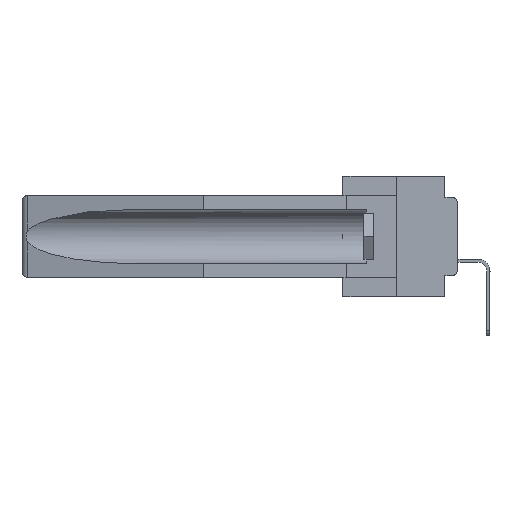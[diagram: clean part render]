
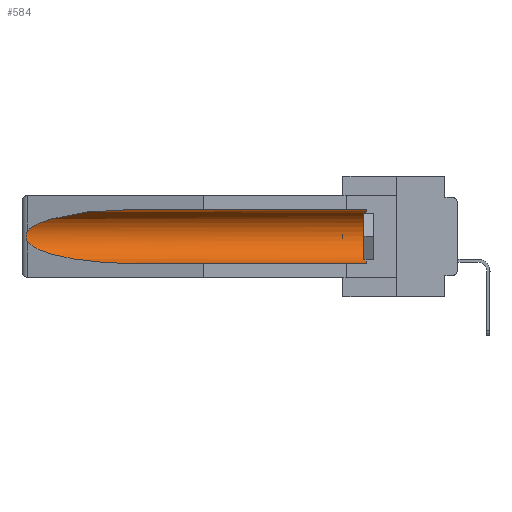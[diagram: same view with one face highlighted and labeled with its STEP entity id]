
A CAD part, left-side view. The second image highlights one B-rep face of the part: STEP entity #584.
In plain terms, the highlighted cylindrical face has radius 2.857 mm (diameter 5.715 mm), a partial arc.
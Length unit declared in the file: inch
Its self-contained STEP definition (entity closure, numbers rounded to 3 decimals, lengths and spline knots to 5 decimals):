
#386 = ORIENTED_EDGE ( 'NONE', *, *, #9489, .F. ) ;
#584 = ADVANCED_FACE ( 'NONE', ( #22069 ), #12626, .F. ) ;
#2580 = VECTOR ( 'NONE', #38566, 39.37008 ) ;
#4694 = VERTEX_POINT ( 'NONE', #38680 ) ;
#5177 = CARTESIAN_POINT ( 'NONE',  ( 0.155, 0.126, -0.059 ) ) ;
#5321 = DIRECTION ( 'NONE',  ( 0., 1., 0. ) ) ;
#6312 = CARTESIAN_POINT ( 'NONE',  ( 0.155, 0.126, -0.1715 ) ) ;
#6770 = EDGE_CURVE ( 'NONE', #24265, #19934, #7668, .T. ) ;
#7668 = CIRCLE ( 'NONE', #28606, 0.1125 ) ;
#7875 = VERTEX_POINT ( 'NONE', #39075 ) ;
#7930 = CARTESIAN_POINT ( 'NONE',  ( 0.2673, 1.5327, -0.16383 ) ) ;
#8100 = CARTESIAN_POINT ( 'NONE',  ( 0.155, -0.30754, -0.284 ) ) ;
#8187 = CARTESIAN_POINT ( 'NONE',  ( 0.26597, 1.52961, -0.15275 ) ) ;
#9489 = EDGE_CURVE ( 'NONE', #24265, #31002, #12046, .T. ) ;
#10978 = CARTESIAN_POINT ( 'NONE',  ( 0.26654, 1.53092, -0.15636 ) ) ;
#12046 = LINE ( 'NONE', #8100, #2580 ) ;
#12280 = ORIENTED_EDGE ( 'NONE', *, *, #38022, .T. ) ;
#12626 = CYLINDRICAL_SURFACE ( 'NONE', #14517, 0.1125 ) ;
#12646 = DIRECTION ( 'NONE',  ( 0., 0., 1. ) ) ;
#13429 = CARTESIAN_POINT ( 'NONE',  ( 0.21114, 1.30732, -0.059 ) ) ;
#13647 = ORIENTED_EDGE ( 'NONE', *, *, #29635, .T. ) ;
#14517 = AXIS2_PLACEMENT_3D ( 'NONE', #35498, #5321, #29519 ) ;
#15841 = CARTESIAN_POINT ( 'NONE',  ( 0.26537, 1.52718, -0.14972 ) ) ;
#16447 = CARTESIAN_POINT ( 'NONE',  ( 0.26537, 1.52718, -0.14972 ) ) ;
#17162 = CARTESIAN_POINT ( 'NONE',  ( 0.26655, 1.53094, -0.18657 ) ) ;
#17293 = CARTESIAN_POINT ( 'NONE',  ( 0.2675, 1.53308, -0.17534 ) ) ;
#17356 =( BOUNDED_CURVE ( )  B_SPLINE_CURVE ( 3, ( #25707, #34566, #30704, #19731 ),
 .UNSPECIFIED., .F., .F. ) 
 B_SPLINE_CURVE_WITH_KNOTS ( ( 4, 4 ),
 ( 0.1948, 1.5708 ),
 .UNSPECIFIED. ) 
 CURVE ( )  GEOMETRIC_REPRESENTATION_ITEM ( )  RATIONAL_B_SPLINE_CURVE ( ( 1., 0.848, 0.848, 1. ) ) 
 REPRESENTATION_ITEM ( '' )  );
#17436 = CARTESIAN_POINT ( 'NONE',  ( 0.2673, 1.53269, -0.17917 ) ) ;
#17576 = CARTESIAN_POINT ( 'NONE',  ( 0.155, -0.30754, -0.059 ) ) ;
#18175 = ORIENTED_EDGE ( 'NONE', *, *, #26584, .T. ) ;
#19731 = CARTESIAN_POINT ( 'NONE',  ( 0.155, 1.07973, -0.284 ) ) ;
#19796 = EDGE_CURVE ( 'NONE', #4694, #31002, #17356, .T. ) ;
#19909 = CARTESIAN_POINT ( 'NONE',  ( 0.155, 0.126, -0.284 ) ) ;
#19934 = VERTEX_POINT ( 'NONE', #5177 ) ;
#20432 = ORIENTED_EDGE ( 'NONE', *, *, #6770, .T. ) ;
#21527 = ORIENTED_EDGE ( 'NONE', *, *, #19796, .T. ) ;
#22069 = FACE_OUTER_BOUND ( 'NONE', #37458, .T. ) ;
#22469 = B_SPLINE_CURVE_WITH_KNOTS ( 'NONE', 3,
 ( #28973, #8187, #10978, #7930, #29476, #17293, #17436, #17162, #29095, #23399 ),
 .UNSPECIFIED., .F., .F.,
 ( 4, 2, 2, 2, 4 ),
 ( 0., 0.00029, 0.00058, 0.00087, 0.00117 ),
 .UNSPECIFIED. ) ;
#23399 = CARTESIAN_POINT ( 'NONE',  ( 0.26537, 1.52718, -0.19328 ) ) ;
#23929 = DIRECTION ( 'NONE',  ( 0., 1., 0. ) ) ;
#24037 = VECTOR ( 'NONE', #23929, 39.37008 ) ;
#24265 = VERTEX_POINT ( 'NONE', #19909 ) ;
#25707 = CARTESIAN_POINT ( 'NONE',  ( 0.26537, 1.52718, -0.19328 ) ) ;
#26398 = LINE ( 'NONE', #17576, #24037 ) ;
#26584 = EDGE_CURVE ( 'NONE', #7875, #34183, #33646, .T. ) ;
#28606 = AXIS2_PLACEMENT_3D ( 'NONE', #6312, #36889, #12646 ) ;
#28973 = CARTESIAN_POINT ( 'NONE',  ( 0.26537, 1.52718, -0.14972 ) ) ;
#29095 = CARTESIAN_POINT ( 'NONE',  ( 0.26597, 1.5296, -0.19026 ) ) ;
#29476 = CARTESIAN_POINT ( 'NONE',  ( 0.2675, 1.53308, -0.16763 ) ) ;
#29519 = DIRECTION ( 'NONE',  ( 0., 0., 1. ) ) ;
#29635 = EDGE_CURVE ( 'NONE', #19934, #7875, #26398, .T. ) ;
#30704 = CARTESIAN_POINT ( 'NONE',  ( 0.21114, 1.30732, -0.284 ) ) ;
#31002 = VERTEX_POINT ( 'NONE', #35185 ) ;
#31522 = CARTESIAN_POINT ( 'NONE',  ( 0.155, 1.07973, -0.059 ) ) ;
#33646 =( BOUNDED_CURVE ( )  B_SPLINE_CURVE ( 3, ( #31522, #13429, #34600, #16447 ),
 .UNSPECIFIED., .F., .F. ) 
 B_SPLINE_CURVE_WITH_KNOTS ( ( 4, 4 ),
 ( 4.71239, 6.08839 ),
 .UNSPECIFIED. ) 
 CURVE ( )  GEOMETRIC_REPRESENTATION_ITEM ( )  RATIONAL_B_SPLINE_CURVE ( ( 1., 0.848, 0.848, 1. ) ) 
 REPRESENTATION_ITEM ( '' )  );
#34183 = VERTEX_POINT ( 'NONE', #15841 ) ;
#34566 = CARTESIAN_POINT ( 'NONE',  ( 0.25451, 1.48313, -0.24835 ) ) ;
#34600 = CARTESIAN_POINT ( 'NONE',  ( 0.25451, 1.48313, -0.09465 ) ) ;
#35185 = CARTESIAN_POINT ( 'NONE',  ( 0.155, 1.07973, -0.284 ) ) ;
#35498 = CARTESIAN_POINT ( 'NONE',  ( 0.155, -0.30754, -0.1715 ) ) ;
#36889 = DIRECTION ( 'NONE',  ( 0., -1., 0. ) ) ;
#37458 = EDGE_LOOP ( 'NONE', ( #18175, #12280, #21527, #386, #20432, #13647 ) ) ;
#38022 = EDGE_CURVE ( 'NONE', #34183, #4694, #22469, .T. ) ;
#38566 = DIRECTION ( 'NONE',  ( 0., 1., 0. ) ) ;
#38680 = CARTESIAN_POINT ( 'NONE',  ( 0.26537, 1.52718, -0.19328 ) ) ;
#39075 = CARTESIAN_POINT ( 'NONE',  ( 0.155, 1.07973, -0.059 ) ) ;
